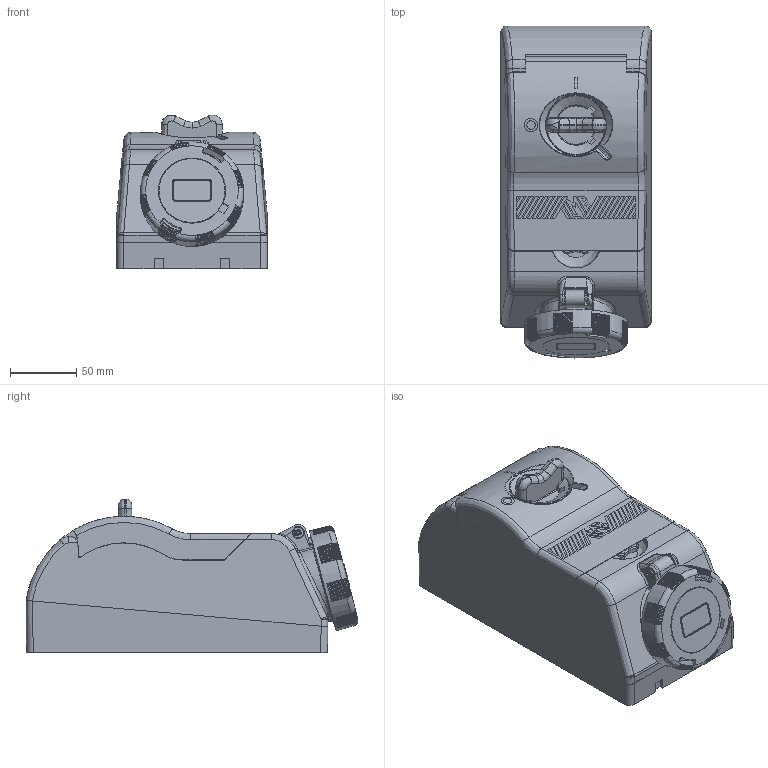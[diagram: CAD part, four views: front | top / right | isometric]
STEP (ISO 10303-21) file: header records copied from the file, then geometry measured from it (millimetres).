
FILE_DESCRIPTION(('Creo Elements/Direct Modeling STEP Export'),'2;1');
FILE_NAME('KI_1664_EB6.stp','2014-07-30T10:01:20',(''),(''),'Creo Elements/Direct Modeling STEP processor for AP214 (Solid Model)','Creo Elements/Direct Modeling 18.0B 02-Dec-2011 (C) Parametric Technology GmbH','');
FILE_SCHEMA(('AUTOMOTIVE_DESIGN { 1 0 10303 214 1 1 1 1 }'));
Products named in the file (3): COPERCHIETTO_1664; CORPO_KI_1664_EB6-IB6; KI_1664_EB6
Assembly tree (2 placements, depth 2):
  KI_1664_EB6
    CORPO_KI_1664_EB6-IB6
    COPERCHIETTO_1664
Bounding box: 114 x 250.95 x 116.39 mm (x, y, z)
Volume: 2224009.1 mm3; surface area: 171837.6 mm2
Topology: 2 solids, 2 shells, 2334 faces, 6480 edges, 4015 vertices
Faces by surface type: plane 1479, torus 368, cylinder 324, bspline 135, cone 23, extrusion 5
Entity records: 130261 total; most frequent: CARTESIAN_POINT 63026, ORIENTED_EDGE 12524, DIRECTION 10519, EDGE_CURVE 6262, VERTEX_POINT 4015, VECTOR 3981, LINE 3975, AXIS2_PLACEMENT_3D 3269
